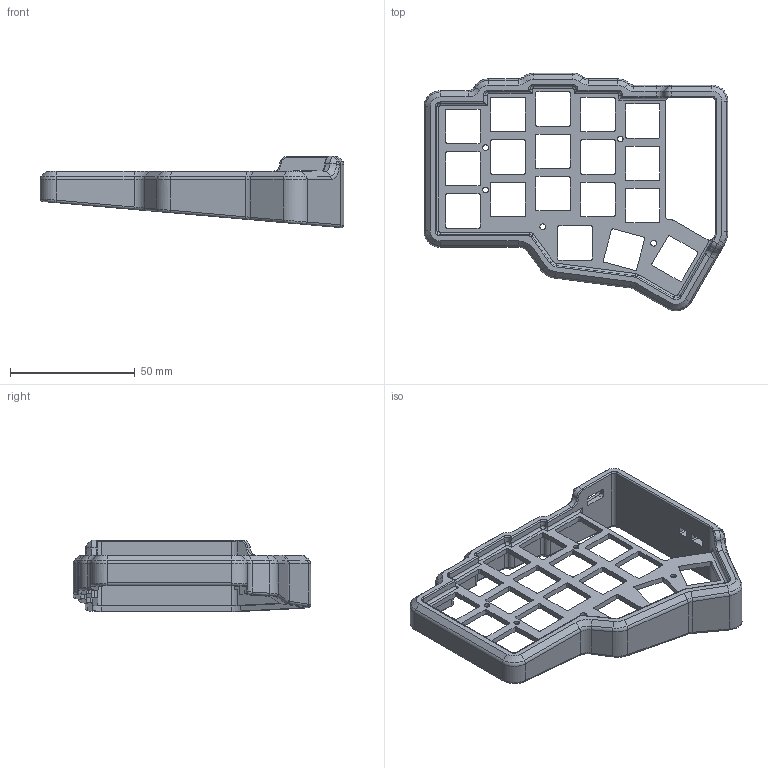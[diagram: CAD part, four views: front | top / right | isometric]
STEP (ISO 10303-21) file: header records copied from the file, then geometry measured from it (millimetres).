
FILE_DESCRIPTION(/* description */ (''),/* implementation_level */ '2;1');
FILE_NAME(/* name */ 'leftIntegrated.step',/* time_stamp */ '2023-07-31T11:52:01-04:00',/* author */ (''),/* organization */ (''),/* preprocessor_version */ 'ST-DEVELOPER v20',/* originating_system */ 'Autodesk Translation Framework v12.9.0.99',/* authorisation */ '');
FILE_SCHEMA (('AUTOMOTIVE_DESIGN { 1 0 10303 214 3 1 1 }'));
Length unit declared in the file: millimetre
Products named in the file (1): leftIntegrated
Bounding box: 121.8 x 95.17 x 28.56 mm (x, y, z)
Volume: 38294 mm3; surface area: 24453.1 mm2
Topology: 1 solids, 1 shells, 534 faces, 1373 edges, 842 vertices
Faces by surface type: cylinder 229, plane 181, bspline 55, torus 41, cone 28
Full cylindrical faces by diameter (mm): 2.3 x5, 3.6 x5
Entity records: 17403 total; most frequent: CARTESIAN_POINT 4200, DIRECTION 2826, ORIENTED_EDGE 2734, EDGE_CURVE 1367, AXIS2_PLACEMENT_3D 1035, VERTEX_POINT 842, LINE 756, VECTOR 756
